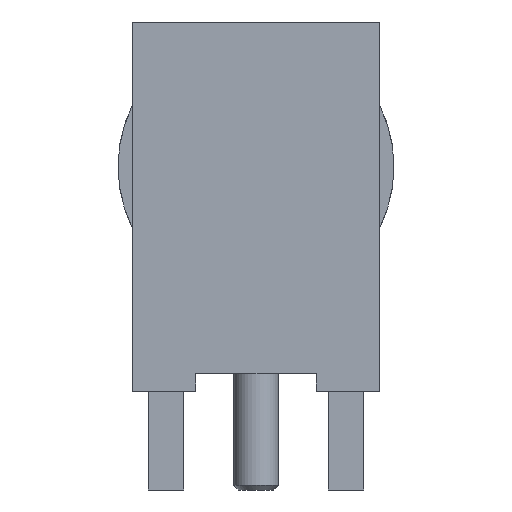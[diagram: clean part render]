
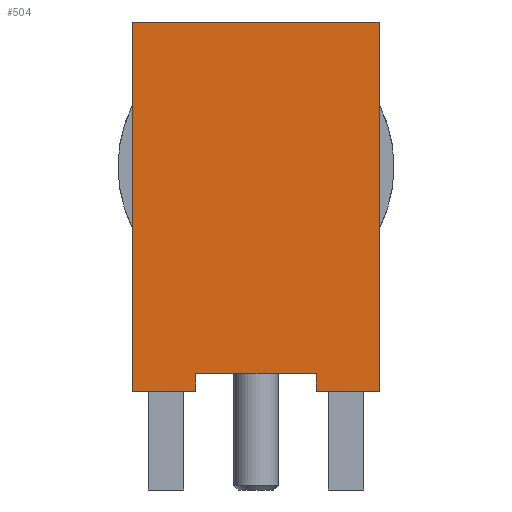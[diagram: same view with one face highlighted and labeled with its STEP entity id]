
A CAD part, front view. The second image highlights one B-rep face of the part: STEP entity #504.
In plain terms, the highlighted planar face has unit normal (0, -1, 0).
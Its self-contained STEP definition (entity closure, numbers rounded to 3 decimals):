
#22 = VERTEX_POINT('',#23);
#23 = CARTESIAN_POINT('',(-3.5,-3.05,0.));
#31 = EDGE_CURVE('',#22,#32,#34,.T.);
#32 = VERTEX_POINT('',#33);
#33 = CARTESIAN_POINT('',(-3.5,-3.05,10.44));
#34 = LINE('',#35,#36);
#35 = CARTESIAN_POINT('',(-3.5,-3.05,0.));
#36 = VECTOR('',#37,1.);
#37 = DIRECTION('',(0.,0.,1.));
#110 = EDGE_CURVE('',#111,#22,#113,.T.);
#111 = VERTEX_POINT('',#112);
#112 = CARTESIAN_POINT('',(-1.7,-3.05,0.));
#113 = LINE('',#114,#115);
#114 = CARTESIAN_POINT('',(3.5,-3.05,0.));
#115 = VECTOR('',#116,1.);
#116 = DIRECTION('',(-1.,0.,0.));
#217 = VERTEX_POINT('',#218);
#218 = CARTESIAN_POINT('',(-1.7,-3.05,0.5));
#224 = EDGE_CURVE('',#225,#217,#227,.T.);
#225 = VERTEX_POINT('',#226);
#226 = CARTESIAN_POINT('',(1.7,-3.05,0.5));
#227 = LINE('',#228,#229);
#228 = CARTESIAN_POINT('',(1.7,-3.05,0.5));
#229 = VECTOR('',#230,1.);
#230 = DIRECTION('',(-1.,0.,0.));
#487 = VERTEX_POINT('',#488);
#488 = CARTESIAN_POINT('',(3.5,-3.05,10.44));
#494 = EDGE_CURVE('',#487,#32,#495,.T.);
#495 = LINE('',#496,#497);
#496 = CARTESIAN_POINT('',(3.5,-3.05,10.44));
#497 = VECTOR('',#498,1.);
#498 = DIRECTION('',(-1.,0.,0.));
#504 = ADVANCED_FACE('',(#505),#539,.T.);
#505 = FACE_BOUND('',#506,.T.);
#506 = EDGE_LOOP('',(#507,#517,#523,#524,#525,#526,#532,#533));
#507 = ORIENTED_EDGE('',*,*,#508,.F.);
#508 = EDGE_CURVE('',#509,#511,#513,.T.);
#509 = VERTEX_POINT('',#510);
#510 = CARTESIAN_POINT('',(3.5,-3.05,0.));
#511 = VERTEX_POINT('',#512);
#512 = CARTESIAN_POINT('',(1.7,-3.05,0.));
#513 = LINE('',#514,#515);
#514 = CARTESIAN_POINT('',(3.5,-3.05,0.));
#515 = VECTOR('',#516,1.);
#516 = DIRECTION('',(-1.,0.,0.));
#517 = ORIENTED_EDGE('',*,*,#518,.T.);
#518 = EDGE_CURVE('',#509,#487,#519,.T.);
#519 = LINE('',#520,#521);
#520 = CARTESIAN_POINT('',(3.5,-3.05,0.));
#521 = VECTOR('',#522,1.);
#522 = DIRECTION('',(0.,0.,1.));
#523 = ORIENTED_EDGE('',*,*,#494,.T.);
#524 = ORIENTED_EDGE('',*,*,#31,.F.);
#525 = ORIENTED_EDGE('',*,*,#110,.F.);
#526 = ORIENTED_EDGE('',*,*,#527,.T.);
#527 = EDGE_CURVE('',#111,#217,#528,.T.);
#528 = LINE('',#529,#530);
#529 = CARTESIAN_POINT('',(-1.7,-3.05,0.));
#530 = VECTOR('',#531,1.);
#531 = DIRECTION('',(0.,0.,1.));
#532 = ORIENTED_EDGE('',*,*,#224,.F.);
#533 = ORIENTED_EDGE('',*,*,#534,.F.);
#534 = EDGE_CURVE('',#511,#225,#535,.T.);
#535 = LINE('',#536,#537);
#536 = CARTESIAN_POINT('',(1.7,-3.05,0.));
#537 = VECTOR('',#538,1.);
#538 = DIRECTION('',(0.,0.,1.));
#539 = PLANE('',#540);
#540 = AXIS2_PLACEMENT_3D('',#541,#542,#543);
#541 = CARTESIAN_POINT('',(3.5,-3.05,0.));
#542 = DIRECTION('',(0.,-1.,0.));
#543 = DIRECTION('',(-1.,0.,0.));
